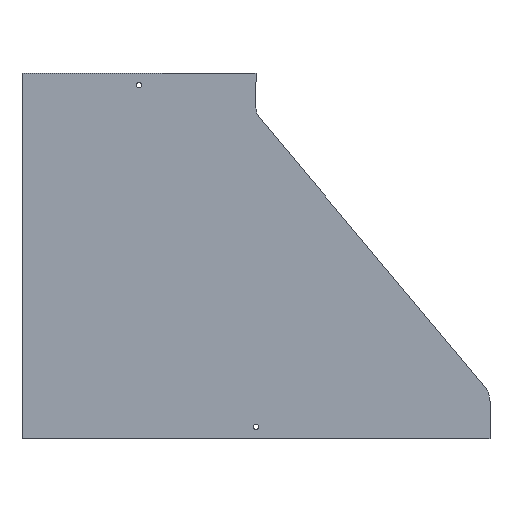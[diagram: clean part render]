
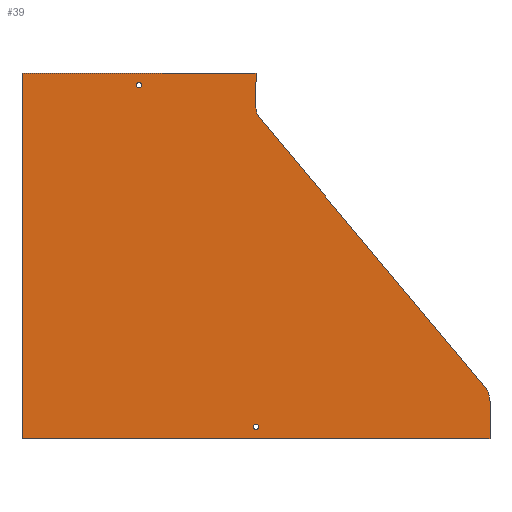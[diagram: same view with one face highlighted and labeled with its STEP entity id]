
A CAD part, front view. The second image highlights one B-rep face of the part: STEP entity #39.
In plain terms, the highlighted planar face has unit normal (0, -1, 0).
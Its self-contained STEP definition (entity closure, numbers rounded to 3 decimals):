
#39 = ADVANCED_FACE ( 'NONE', ( #1447, #1450, #1445 ), #884, .F. ) ;
#85 = AXIS2_PLACEMENT_3D ( 'NONE', #1618, #1619, #1620 ) ;
#96 = AXIS2_PLACEMENT_3D ( 'NONE', #1537, #1538, #1539 ) ;
#97 = AXIS2_PLACEMENT_3D ( 'NONE', #1530, #1531, #1532 ) ;
#98 = AXIS2_PLACEMENT_3D ( 'NONE', #1526, #1527, #1528 ) ;
#112 = EDGE_CURVE ( 'NONE', #1326, #1307, #183, .T. ) ;
#139 = EDGE_CURVE ( 'NONE', #1299, #1378, #228, .T. ) ;
#183 = LINE ( 'NONE', #965, #186 ) ;
#186 = VECTOR ( 'NONE', #967, 1000. ) ;
#228 = LINE ( 'NONE', #1029, #231 ) ;
#231 = VECTOR ( 'NONE', #1030, 1000. ) ;
#291 = LINE ( 'NONE', #1516, #297 ) ;
#294 = CIRCLE ( 'NONE', #96, 3.5 ) ;
#296 = CIRCLE ( 'NONE', #98, 30. ) ;
#297 = VECTOR ( 'NONE', #1523, 1000. ) ;
#298 = CIRCLE ( 'NONE', #97, 3.5 ) ;
#299 = LINE ( 'NONE', #1524, #301 ) ;
#301 = VECTOR ( 'NONE', #1535, 1000. ) ;
#311 = LINE ( 'NONE', #1547, #314 ) ;
#314 = VECTOR ( 'NONE', #1548, 1000. ) ;
#315 = LINE ( 'NONE', #1551, #318 ) ;
#318 = VECTOR ( 'NONE', #1552, 1000. ) ;
#361 = CIRCLE ( 'NONE', #85, 20. ) ;
#423 = VERTEX_POINT ( 'NONE', #1801 ) ;
#425 = VERTEX_POINT ( 'NONE', #1804 ) ;
#491 = AXIS2_PLACEMENT_3D ( 'NONE', #882, #877, #886 ) ;
#726 = ORIENTED_EDGE ( 'NONE', *, *, #112, .T. ) ;
#727 = ORIENTED_EDGE ( 'NONE', *, *, #1125, .T. ) ;
#728 = ORIENTED_EDGE ( 'NONE', *, *, #1085, .T. ) ;
#729 = ORIENTED_EDGE ( 'NONE', *, *, #1086, .T. ) ;
#730 = ORIENTED_EDGE ( 'NONE', *, *, #139, .T. ) ;
#731 = ORIENTED_EDGE ( 'NONE', *, *, #1095, .F. ) ;
#732 = ORIENTED_EDGE ( 'NONE', *, *, #1089, .F. ) ;
#733 = ORIENTED_EDGE ( 'NONE', *, *, #1097, .F. ) ;
#734 = ORIENTED_EDGE ( 'NONE', *, *, #1087, .F. ) ;
#735 = ORIENTED_EDGE ( 'NONE', *, *, #1090, .F. ) ;
#877 = DIRECTION ( 'NONE',  ( 0., 1., 0. ) ) ;
#882 = CARTESIAN_POINT ( 'NONE',  ( -320., 0., -44.092 ) ) ;
#884 = PLANE ( 'NONE',  #491 ) ;
#886 = DIRECTION ( 'NONE',  ( 0., 0., 1. ) ) ;
#965 = CARTESIAN_POINT ( 'NONE',  ( 300., 0., 0. ) ) ;
#967 = DIRECTION ( 'NONE',  ( 0., 0., 1. ) ) ;
#1029 = CARTESIAN_POINT ( 'NONE',  ( 600., 0., -420.272 ) ) ;
#1030 = DIRECTION ( 'NONE',  ( 0., 0., 1. ) ) ;
#1085 = EDGE_CURVE ( 'NONE', #1356, #1341, #291, .T. ) ;
#1086 = EDGE_CURVE ( 'NONE', #1378, #1356, #296, .T. ) ;
#1087 = EDGE_CURVE ( 'NONE', #423, #423, #298, .T. ) ;
#1089 = EDGE_CURVE ( 'NONE', #1375, #1357, #299, .T. ) ;
#1090 = EDGE_CURVE ( 'NONE', #425, #425, #294, .T. ) ;
#1095 = EDGE_CURVE ( 'NONE', #1299, #1375, #311, .T. ) ;
#1097 = EDGE_CURVE ( 'NONE', #1357, #1307, #315, .T. ) ;
#1125 = EDGE_CURVE ( 'NONE', #1341, #1326, #361, .T. ) ;
#1218 = EDGE_LOOP ( 'NONE', ( #733, #732, #731, #730, #729, #728, #727, #726 ) ) ;
#1256 = EDGE_LOOP ( 'NONE', ( #735 ) ) ;
#1271 = EDGE_LOOP ( 'NONE', ( #734 ) ) ;
#1299 = VERTEX_POINT ( 'NONE', #1717 ) ;
#1307 = VERTEX_POINT ( 'NONE', #1725 ) ;
#1326 = VERTEX_POINT ( 'NONE', #1744 ) ;
#1341 = VERTEX_POINT ( 'NONE', #1759 ) ;
#1356 = VERTEX_POINT ( 'NONE', #1774 ) ;
#1357 = VERTEX_POINT ( 'NONE', #1775 ) ;
#1375 = VERTEX_POINT ( 'NONE', #1793 ) ;
#1378 = VERTEX_POINT ( 'NONE', #1796 ) ;
#1445 = FACE_OUTER_BOUND ( 'NONE', #1218, .T. ) ;
#1447 = FACE_BOUND ( 'NONE', #1256, .T. ) ;
#1450 = FACE_BOUND ( 'NONE', #1271, .T. ) ;
#1516 = CARTESIAN_POINT ( 'NONE',  ( 304.671, 0., -56.938 ) ) ;
#1523 = DIRECTION ( 'NONE',  ( -0.642, 0., 0.766 ) ) ;
#1524 = CARTESIAN_POINT ( 'NONE',  ( 0., 0., 0. ) ) ;
#1526 = CARTESIAN_POINT ( 'NONE',  ( 570., 0., -420.272 ) ) ;
#1527 = DIRECTION ( 'NONE',  ( 0., -1., 0. ) ) ;
#1528 = DIRECTION ( 'NONE',  ( 0., 0., 1. ) ) ;
#1530 = CARTESIAN_POINT ( 'NONE',  ( 150., 0., -15. ) ) ;
#1531 = DIRECTION ( 'NONE',  ( 0., -1., 0. ) ) ;
#1532 = DIRECTION ( 'NONE',  ( 0., 0., -1. ) ) ;
#1535 = DIRECTION ( 'NONE',  ( 0., 0., 1. ) ) ;
#1537 = CARTESIAN_POINT ( 'NONE',  ( 300., 0., -453. ) ) ;
#1538 = DIRECTION ( 'NONE',  ( 0., -1., 0. ) ) ;
#1539 = DIRECTION ( 'NONE',  ( 0., 0., -1. ) ) ;
#1547 = CARTESIAN_POINT ( 'NONE',  ( -600., 0., -468. ) ) ;
#1548 = DIRECTION ( 'NONE',  ( -1., 0., 0. ) ) ;
#1551 = CARTESIAN_POINT ( 'NONE',  ( -300., 0., 0. ) ) ;
#1552 = DIRECTION ( 'NONE',  ( 1., 0., 0. ) ) ;
#1618 = CARTESIAN_POINT ( 'NONE',  ( 320., 0., -44.092 ) ) ;
#1619 = DIRECTION ( 'NONE',  ( 0., 1., 0. ) ) ;
#1620 = DIRECTION ( 'NONE',  ( 0., 0., 1. ) ) ;
#1717 = CARTESIAN_POINT ( 'NONE',  ( 600., 0., -468. ) ) ;
#1725 = CARTESIAN_POINT ( 'NONE',  ( 300., 0., 0. ) ) ;
#1744 = CARTESIAN_POINT ( 'NONE',  ( 300., 0., -44.092 ) ) ;
#1759 = CARTESIAN_POINT ( 'NONE',  ( 304.671, 0., -56.938 ) ) ;
#1774 = CARTESIAN_POINT ( 'NONE',  ( 592.994, 0., -401.003 ) ) ;
#1775 = CARTESIAN_POINT ( 'NONE',  ( 0., 0., 0. ) ) ;
#1793 = CARTESIAN_POINT ( 'NONE',  ( 0., 0., -468. ) ) ;
#1796 = CARTESIAN_POINT ( 'NONE',  ( 600., 0., -420.272 ) ) ;
#1801 = CARTESIAN_POINT ( 'NONE',  ( 150., 0., -18.5 ) ) ;
#1804 = CARTESIAN_POINT ( 'NONE',  ( 300., 0., -456.5 ) ) ;
